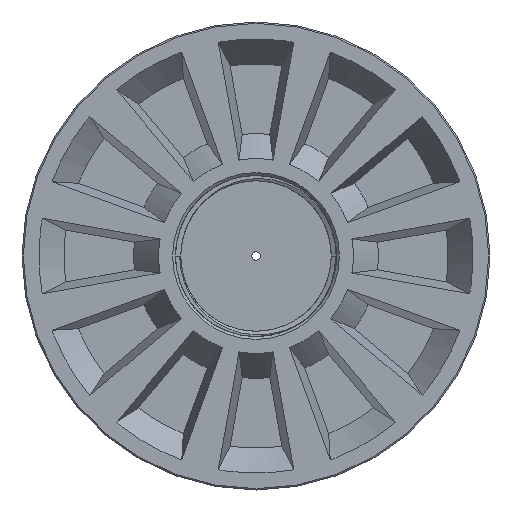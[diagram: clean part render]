
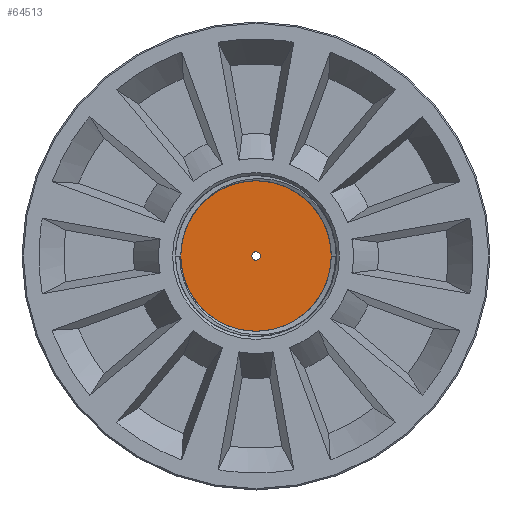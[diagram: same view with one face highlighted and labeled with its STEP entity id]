
A CAD part, front view. The second image highlights one B-rep face of the part: STEP entity #64513.
In plain terms, the highlighted planar face has unit normal (0, -1, 0).
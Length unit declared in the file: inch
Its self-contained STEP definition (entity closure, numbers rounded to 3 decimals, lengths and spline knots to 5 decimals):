
#64482=CARTESIAN_POINT('',(-0.0625,0.,0.0));
#64483=VERTEX_POINT('',#64482);
#64484=CARTESIAN_POINT('',(0.,0.,0.0));
#64485=DIRECTION('',(0.0,1.0,0.0));
#64486=DIRECTION('',(-1.0,0.0,0.0));
#64487=AXIS2_PLACEMENT_3D('',#64484,#64485,#64486);
#64488=CIRCLE('',#64487,0.0625);
#64489=EDGE_CURVE('',#64483,#64483,#64488,.T.);
#64494=CARTESIAN_POINT('',(-1.5725,0.,0.0));
#64495=DIRECTION('',(0.0,-1.0,0.0));
#64496=DIRECTION('',(0.0,0.0,-1.0));
#64497=AXIS2_PLACEMENT_3D('',#64494,#64495,#64496);
#64498=PLANE('',#64497);
#64499=CARTESIAN_POINT('',(-3.145,0.,0.0));
#64500=VERTEX_POINT('',#64499);
#64501=CARTESIAN_POINT('',(0.,0.,0.0));
#64502=DIRECTION('',(0.0,1.0,0.0));
#64503=DIRECTION('',(-1.0,0.0,0.0));
#64504=AXIS2_PLACEMENT_3D('',#64501,#64502,#64503);
#64505=CIRCLE('',#64504,3.145);
#64506=EDGE_CURVE('',#64500,#64500,#64505,.T.);
#64507=ORIENTED_EDGE('',*,*,#64506,.F.);
#64508=EDGE_LOOP('',(#64507));
#64509=FACE_OUTER_BOUND('',#64508,.T.);
#64510=ORIENTED_EDGE('',*,*,#64489,.T.);
#64511=EDGE_LOOP('',(#64510));
#64512=FACE_BOUND('',#64511,.T.);
#64513=ADVANCED_FACE('',(#64509,#64512),#64498,.T.);
